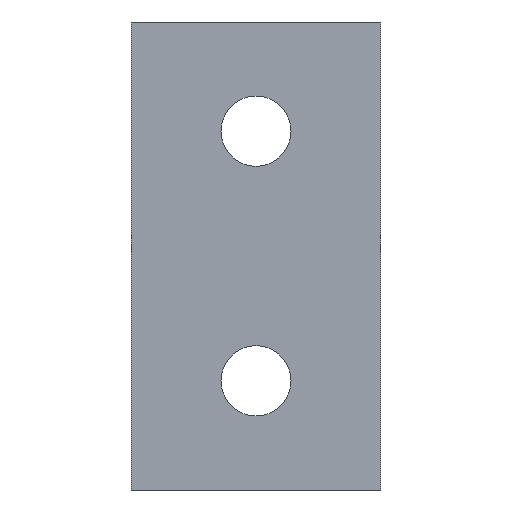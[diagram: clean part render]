
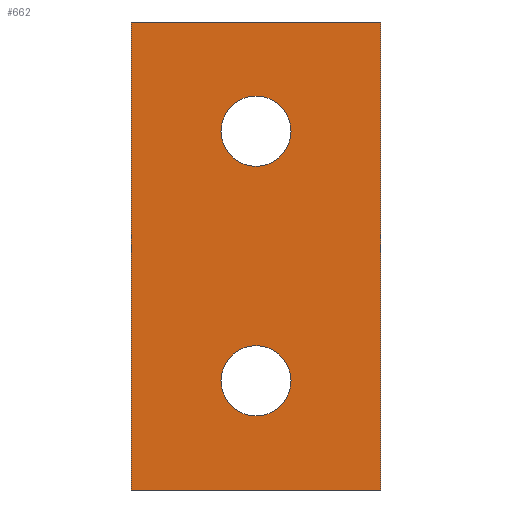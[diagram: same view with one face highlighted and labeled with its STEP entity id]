
A CAD part, front view. The second image highlights one B-rep face of the part: STEP entity #662.
In plain terms, the highlighted planar face has unit normal (0, -1, 0).
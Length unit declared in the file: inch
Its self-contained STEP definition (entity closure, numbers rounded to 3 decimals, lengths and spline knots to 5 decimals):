
#19 = EDGE_CURVE ( 'NONE', #215, #163, #750, .T. ) ;
#28 = VERTEX_POINT ( 'NONE', #810 ) ;
#30 = CARTESIAN_POINT ( 'NONE',  ( -0.5, -0.5, -0.9375 ) ) ;
#63 = DIRECTION ( 'NONE',  ( -1., 0., 0. ) ) ;
#87 = CARTESIAN_POINT ( 'NONE',  ( -0.5, -0.5, -0.9375 ) ) ;
#102 = CARTESIAN_POINT ( 'NONE',  ( 0., -0.5, -0.5 ) ) ;
#116 = EDGE_CURVE ( 'NONE', #325, #634, #565, .T. ) ;
#118 = ORIENTED_EDGE ( 'NONE', *, *, #713, .F. ) ;
#119 = VECTOR ( 'NONE', #227, 39.37008 ) ;
#122 = CARTESIAN_POINT ( 'NONE',  ( -0.1405, -0.5, -0.5 ) ) ;
#136 = AXIS2_PLACEMENT_3D ( 'NONE', #87, #216, #650 ) ;
#146 = ORIENTED_EDGE ( 'NONE', *, *, #632, .T. ) ;
#152 = CARTESIAN_POINT ( 'NONE',  ( 0.5, -0.5, -0.9375 ) ) ;
#153 = ORIENTED_EDGE ( 'NONE', *, *, #386, .T. ) ;
#157 = FACE_BOUND ( 'NONE', #393, .T. ) ;
#163 = VERTEX_POINT ( 'NONE', #122 ) ;
#176 = CARTESIAN_POINT ( 'NONE',  ( 0.1405, -0.5, -0.5 ) ) ;
#211 = DIRECTION ( 'NONE',  ( 0., 0., 1. ) ) ;
#215 = VERTEX_POINT ( 'NONE', #176 ) ;
#216 = DIRECTION ( 'NONE',  ( 0., -1., 0. ) ) ;
#227 = DIRECTION ( 'NONE',  ( 1., 0., 0. ) ) ;
#231 = FACE_OUTER_BOUND ( 'NONE', #355, .T. ) ;
#241 = ORIENTED_EDGE ( 'NONE', *, *, #766, .T. ) ;
#246 = FACE_BOUND ( 'NONE', #456, .T. ) ;
#248 = AXIS2_PLACEMENT_3D ( 'NONE', #733, #798, #600 ) ;
#254 = LINE ( 'NONE', #779, #348 ) ;
#269 = DIRECTION ( 'NONE',  ( 0., 1., 0. ) ) ;
#283 = CIRCLE ( 'NONE', #301, 0.1405 ) ;
#301 = AXIS2_PLACEMENT_3D ( 'NONE', #102, #543, #360 ) ;
#322 = LINE ( 'NONE', #442, #618 ) ;
#323 = CARTESIAN_POINT ( 'NONE',  ( 0.1405, -0.5, 0.5 ) ) ;
#325 = VERTEX_POINT ( 'NONE', #323 ) ;
#348 = VECTOR ( 'NONE', #211, 39.37008 ) ;
#354 = AXIS2_PLACEMENT_3D ( 'NONE', #506, #269, #63 ) ;
#355 = EDGE_LOOP ( 'NONE', ( #146, #118, #719, #502 ) ) ;
#357 = ORIENTED_EDGE ( 'NONE', *, *, #116, .T. ) ;
#360 = DIRECTION ( 'NONE',  ( 1., 0., 0. ) ) ;
#364 = EDGE_CURVE ( 'NONE', #771, #721, #322, .T. ) ;
#386 = EDGE_CURVE ( 'NONE', #634, #325, #579, .T. ) ;
#393 = EDGE_LOOP ( 'NONE', ( #241, #534 ) ) ;
#431 = DIRECTION ( 'NONE',  ( 0., 1., 0. ) ) ;
#442 = CARTESIAN_POINT ( 'NONE',  ( -0.5, -0.5, -0.9375 ) ) ;
#456 = EDGE_LOOP ( 'NONE', ( #153, #357 ) ) ;
#459 = CARTESIAN_POINT ( 'NONE',  ( 0.5, -0.5, -0.9375 ) ) ;
#463 = PLANE ( 'NONE',  #136 ) ;
#501 = DIRECTION ( 'NONE',  ( 1., 0., 0. ) ) ;
#502 = ORIENTED_EDGE ( 'NONE', *, *, #364, .T. ) ;
#506 = CARTESIAN_POINT ( 'NONE',  ( 0., -0.5, 0.5 ) ) ;
#509 = DIRECTION ( 'NONE',  ( 0., 0., 1. ) ) ;
#534 = ORIENTED_EDGE ( 'NONE', *, *, #19, .T. ) ;
#543 = DIRECTION ( 'NONE',  ( 0., 1., 0. ) ) ;
#553 = CARTESIAN_POINT ( 'NONE',  ( 0., -0.5, 0.5 ) ) ;
#565 = CIRCLE ( 'NONE', #829, 0.1405 ) ;
#579 = CIRCLE ( 'NONE', #354, 0.1405 ) ;
#585 = EDGE_CURVE ( 'NONE', #771, #28, #254, .T. ) ;
#600 = DIRECTION ( 'NONE',  ( 1., 0., 0. ) ) ;
#605 = CARTESIAN_POINT ( 'NONE',  ( 0.5, -0.5, 0.9375 ) ) ;
#618 = VECTOR ( 'NONE', #501, 39.37008 ) ;
#632 = EDGE_CURVE ( 'NONE', #721, #777, #638, .T. ) ;
#634 = VERTEX_POINT ( 'NONE', #715 ) ;
#638 = LINE ( 'NONE', #459, #706 ) ;
#650 = DIRECTION ( 'NONE',  ( 0., 0., -1. ) ) ;
#662 = ADVANCED_FACE ( 'NONE', ( #246, #157, #231 ), #463, .T. ) ;
#681 = LINE ( 'NONE', #732, #119 ) ;
#686 = DIRECTION ( 'NONE',  ( -1., 0., 0. ) ) ;
#706 = VECTOR ( 'NONE', #509, 39.37008 ) ;
#713 = EDGE_CURVE ( 'NONE', #28, #777, #681, .T. ) ;
#715 = CARTESIAN_POINT ( 'NONE',  ( -0.1405, -0.5, 0.5 ) ) ;
#719 = ORIENTED_EDGE ( 'NONE', *, *, #585, .F. ) ;
#721 = VERTEX_POINT ( 'NONE', #152 ) ;
#732 = CARTESIAN_POINT ( 'NONE',  ( -0.5, -0.5, 0.9375 ) ) ;
#733 = CARTESIAN_POINT ( 'NONE',  ( 0., -0.5, -0.5 ) ) ;
#750 = CIRCLE ( 'NONE', #248, 0.1405 ) ;
#766 = EDGE_CURVE ( 'NONE', #163, #215, #283, .T. ) ;
#771 = VERTEX_POINT ( 'NONE', #30 ) ;
#777 = VERTEX_POINT ( 'NONE', #605 ) ;
#779 = CARTESIAN_POINT ( 'NONE',  ( -0.5, -0.5, -0.9375 ) ) ;
#798 = DIRECTION ( 'NONE',  ( 0., 1., 0. ) ) ;
#810 = CARTESIAN_POINT ( 'NONE',  ( -0.5, -0.5, 0.9375 ) ) ;
#829 = AXIS2_PLACEMENT_3D ( 'NONE', #553, #431, #686 ) ;
